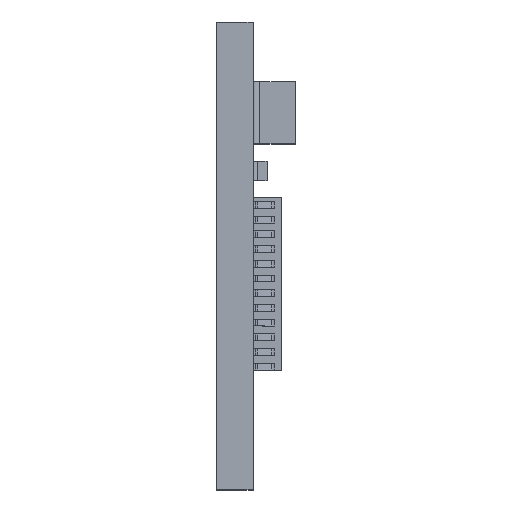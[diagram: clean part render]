
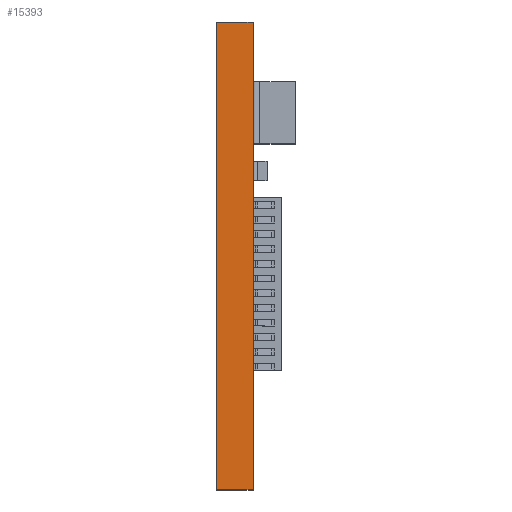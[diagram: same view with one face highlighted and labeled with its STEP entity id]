
A CAD part, top view. The second image highlights one B-rep face of the part: STEP entity #15393.
In plain terms, the highlighted planar face has unit normal (0, 0, 1).
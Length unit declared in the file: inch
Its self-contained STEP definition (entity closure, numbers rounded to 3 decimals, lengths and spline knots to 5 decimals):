
#503=PLANE('',#16348);
#1057=FACE_OUTER_BOUND('',#1948,.T.);
#1948=EDGE_LOOP('',(#10760,#10761,#10762,#10763));
#2823=LINE('',#21334,#4427);
#3193=LINE('',#23404,#4797);
#3229=LINE('',#23490,#4833);
#3230=LINE('',#23492,#4834);
#4427=VECTOR('',#17597,39.37008);
#4797=VECTOR('',#18031,39.37008);
#4833=VECTOR('',#18103,39.37008);
#4834=VECTOR('',#18106,39.37008);
#6484=VERTEX_POINT('',#21331);
#6485=VERTEX_POINT('',#21333);
#6932=VERTEX_POINT('',#23401);
#6933=VERTEX_POINT('',#23403);
#7967=EDGE_CURVE('',#6484,#6485,#2823,.T.);
#8441=EDGE_CURVE('',#6933,#6932,#3193,.T.);
#8493=EDGE_CURVE('',#6484,#6933,#3229,.T.);
#8494=EDGE_CURVE('',#6485,#6932,#3230,.T.);
#10760=ORIENTED_EDGE('',*,*,#8441,.T.);
#10761=ORIENTED_EDGE('',*,*,#8494,.F.);
#10762=ORIENTED_EDGE('',*,*,#7967,.F.);
#10763=ORIENTED_EDGE('',*,*,#8493,.T.);
#15393=ADVANCED_FACE('',(#1057),#503,.F.);
#16348=AXIS2_PLACEMENT_3D('',#23491,#18104,#18105);
#17597=DIRECTION('',(0.,-1.,0.));
#18031=DIRECTION('',(0.,-1.,0.));
#18103=DIRECTION('',(-1.,0.,0.));
#18104=DIRECTION('center_axis',(0.,0.,-1.));
#18105=DIRECTION('ref_axis',(0.,1.,0.));
#18106=DIRECTION('',(-1.,0.,0.));
#21331=CARTESIAN_POINT('',(0.064,0.413,0.4115));
#21333=CARTESIAN_POINT('',(0.064,-0.413,0.4115));
#21334=CARTESIAN_POINT('',(0.064,0.413,0.4115));
#23401=CARTESIAN_POINT('',(0.,-0.413,0.4115));
#23403=CARTESIAN_POINT('',(0.,0.413,0.4115));
#23404=CARTESIAN_POINT('',(0.,0.413,0.4115));
#23490=CARTESIAN_POINT('',(0.064,0.413,0.4115));
#23491=CARTESIAN_POINT('Origin',(0.064,0.413,0.4115));
#23492=CARTESIAN_POINT('',(0.064,-0.413,0.4115));
